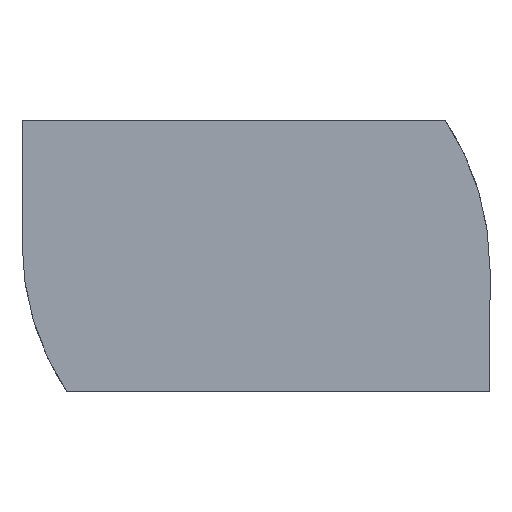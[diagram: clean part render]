
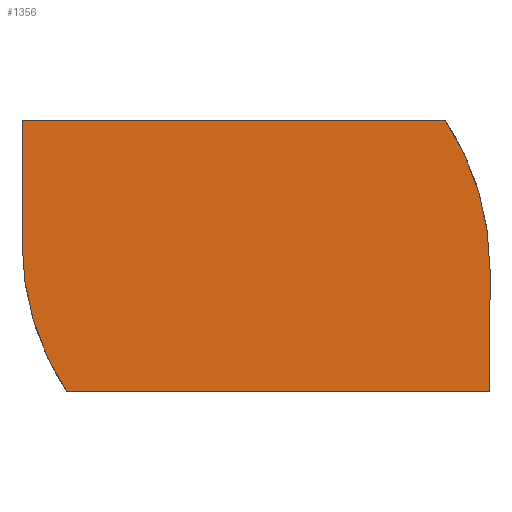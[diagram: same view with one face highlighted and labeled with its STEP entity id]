
A CAD part, front view. The second image highlights one B-rep face of the part: STEP entity #1356.
In plain terms, the highlighted planar face has unit normal (0, -1, 0).
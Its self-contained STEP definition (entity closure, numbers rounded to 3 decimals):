
#3 = VERTEX_POINT ( 'NONE', #306 ) ;
#128 = VECTOR ( 'NONE', #939, 1000. ) ;
#155 = DIRECTION ( 'NONE',  ( 0., 0., -1. ) ) ;
#159 = CARTESIAN_POINT ( 'NONE',  ( 17.25, 0., -1. ) ) ;
#180 = CARTESIAN_POINT ( 'NONE',  ( -2.75, 0., -1. ) ) ;
#203 = DIRECTION ( 'NONE',  ( 0., 0., 1. ) ) ;
#216 = EDGE_CURVE ( 'NONE', #1000, #376, #1309, .T. ) ;
#239 = DIRECTION ( 'NONE',  ( 0., 1., 0. ) ) ;
#278 = LINE ( 'NONE', #1244, #958 ) ;
#306 = CARTESIAN_POINT ( 'NONE',  ( -17.25, 0., 1. ) ) ;
#308 = ORIENTED_EDGE ( 'NONE', *, *, #1565, .F. ) ;
#322 = ORIENTED_EDGE ( 'NONE', *, *, #1374, .F. ) ;
#341 = CARTESIAN_POINT ( 'NONE',  ( -13.953, 0., -10. ) ) ;
#376 = VERTEX_POINT ( 'NONE', #1038 ) ;
#452 = CARTESIAN_POINT ( 'NONE',  ( -17.25, 0., 10. ) ) ;
#492 = DIRECTION ( 'NONE',  ( 0., 0., -1. ) ) ;
#520 = EDGE_CURVE ( 'NONE', #376, #1227, #932, .T. ) ;
#527 = DIRECTION ( 'NONE',  ( 0., -1., 0. ) ) ;
#549 = VERTEX_POINT ( 'NONE', #452 ) ;
#554 = AXIS2_PLACEMENT_3D ( 'NONE', #899, #527, #155 ) ;
#560 = DIRECTION ( 'NONE',  ( 0., 0., -1. ) ) ;
#638 = DIRECTION ( 'NONE',  ( 1., 0., 0. ) ) ;
#696 = EDGE_LOOP ( 'NONE', ( #1144, #308, #322, #1168, #704, #1326 ) ) ;
#704 = ORIENTED_EDGE ( 'NONE', *, *, #1265, .F. ) ;
#719 = VECTOR ( 'NONE', #638, 1000. ) ;
#740 = EDGE_CURVE ( 'NONE', #3, #549, #278, .T. ) ;
#748 = CARTESIAN_POINT ( 'NONE',  ( 2.75, 0., 1. ) ) ;
#764 = DIRECTION ( 'NONE',  ( 0., 0., -1. ) ) ;
#777 = FACE_OUTER_BOUND ( 'NONE', #696, .T. ) ;
#848 = AXIS2_PLACEMENT_3D ( 'NONE', #748, #239, #492 ) ;
#899 = CARTESIAN_POINT ( 'NONE',  ( 2.75, 0., 1. ) ) ;
#918 = CARTESIAN_POINT ( 'NONE',  ( 17.25, 0., -1. ) ) ;
#932 = LINE ( 'NONE', #341, #128 ) ;
#939 = DIRECTION ( 'NONE',  ( -1., 0., 0. ) ) ;
#958 = VECTOR ( 'NONE', #203, 1000. ) ;
#960 = CARTESIAN_POINT ( 'NONE',  ( 13.953, 0., 10. ) ) ;
#980 = VECTOR ( 'NONE', #764, 1000. ) ;
#998 = PLANE ( 'NONE',  #554 ) ;
#1000 = VERTEX_POINT ( 'NONE', #159 ) ;
#1017 = LINE ( 'NONE', #1139, #719 ) ;
#1038 = CARTESIAN_POINT ( 'NONE',  ( 17.25, 0., -10. ) ) ;
#1139 = CARTESIAN_POINT ( 'NONE',  ( -17.25, 0., 10. ) ) ;
#1144 = ORIENTED_EDGE ( 'NONE', *, *, #216, .F. ) ;
#1146 = DIRECTION ( 'NONE',  ( 0., 1., 0. ) ) ;
#1168 = ORIENTED_EDGE ( 'NONE', *, *, #740, .F. ) ;
#1173 = CIRCLE ( 'NONE', #1205, 20. ) ;
#1205 = AXIS2_PLACEMENT_3D ( 'NONE', #180, #1146, #560 ) ;
#1227 = VERTEX_POINT ( 'NONE', #1396 ) ;
#1244 = CARTESIAN_POINT ( 'NONE',  ( -17.25, 0., 10. ) ) ;
#1245 = CIRCLE ( 'NONE', #848, 20. ) ;
#1265 = EDGE_CURVE ( 'NONE', #1227, #3, #1245, .T. ) ;
#1273 = VERTEX_POINT ( 'NONE', #960 ) ;
#1309 = LINE ( 'NONE', #918, #980 ) ;
#1326 = ORIENTED_EDGE ( 'NONE', *, *, #520, .F. ) ;
#1356 = ADVANCED_FACE ( 'NONE', ( #777 ), #998, .T. ) ;
#1374 = EDGE_CURVE ( 'NONE', #549, #1273, #1017, .T. ) ;
#1396 = CARTESIAN_POINT ( 'NONE',  ( -13.953, 0., -10. ) ) ;
#1565 = EDGE_CURVE ( 'NONE', #1273, #1000, #1173, .T. ) ;
